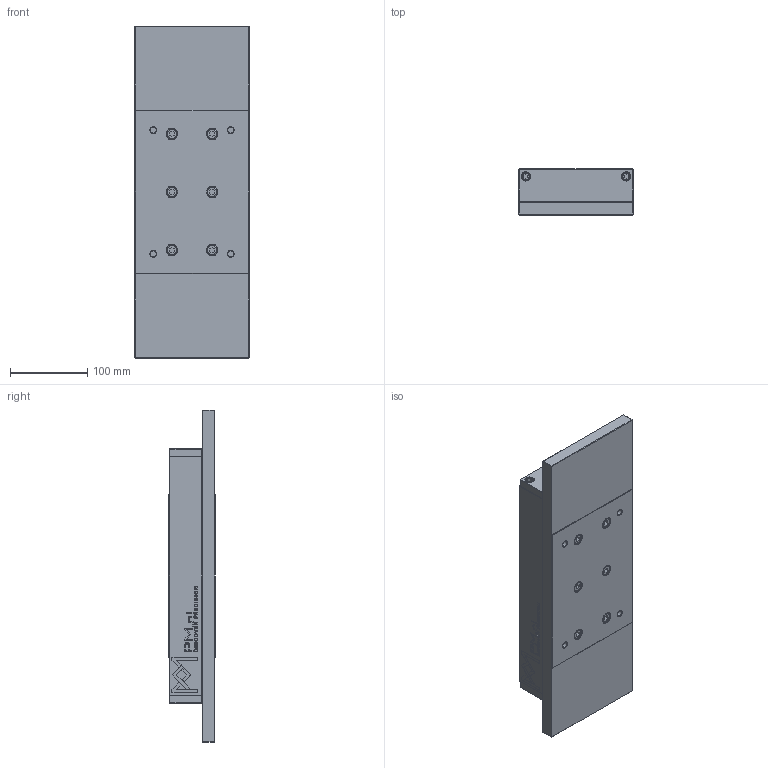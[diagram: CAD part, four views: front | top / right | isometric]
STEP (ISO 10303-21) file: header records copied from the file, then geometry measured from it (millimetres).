
FILE_DESCRIPTION(/* description */ (''),/* implementation_level */ '2;1');
FILE_NAME(/* name */ 'RTNG-9200.stp',/* time_stamp */ '2024-10-01T14:11:26+02:00',/* author */ (''),/* organization */ (''),/* preprocessor_version */ 'ST-DEVELOPER v16.7',/* originating_system */ 'SIEMENS PLM Software NX 12.0',/* authorisation */ '');
FILE_SCHEMA (('AUTOMOTIVE_DESIGN { 1 0 10303 214 3 1 1 1 }'));
Length unit declared in the file: millimetre
Products named in the file (1): RTNG-9200_stp
Bounding box: 148 x 60 x 429 mm (x, y, z)
Volume: 2680814.9 mm3; surface area: 370062.7 mm2
Topology: 4 solids, 4 shells, 1029 faces, 2609 edges, 1696 vertices
Faces by surface type: plane 702, bspline 180, cylinder 79, cone 40, torus 28
Entity records: 35620 total; most frequent: CARTESIAN_POINT 7819, ORIENTED_EDGE 5218, DIRECTION 4207, EDGE_CURVE 2609, LINE 1991, VECTOR 1991, VERTEX_POINT 1696, EDGE_LOOP 1149
